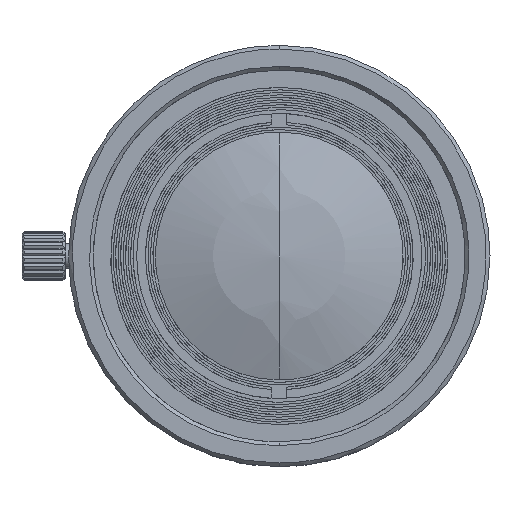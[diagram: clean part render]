
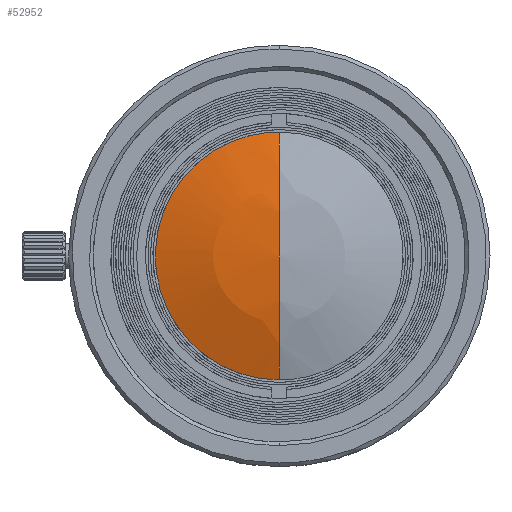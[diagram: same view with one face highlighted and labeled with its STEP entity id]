
A CAD part, front view. The second image highlights one B-rep face of the part: STEP entity #52952.
In plain terms, the highlighted spherical face has radius 30.403 mm.
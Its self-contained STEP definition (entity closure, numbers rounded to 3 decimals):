
#881 = CARTESIAN_POINT ( 'NONE',  ( 0., -3.335, -1.787 ) ) ;
#2630 = ORIENTED_EDGE ( 'NONE', *, *, #33297, .F. ) ;
#4721 = CARTESIAN_POINT ( 'NONE',  ( 0., -3.335, 0. ) ) ;
#7202 = DIRECTION ( 'NONE',  ( 0., 0., 1. ) ) ;
#7734 = CARTESIAN_POINT ( 'NONE',  ( 0., 27.068, 0. ) ) ;
#8742 = CARTESIAN_POINT ( 'NONE',  ( 0., -3.335, 1.787 ) ) ;
#10265 = CARTESIAN_POINT ( 'NONE',  ( 0., -1.465, 10.5 ) ) ;
#10543 = CARTESIAN_POINT ( 'NONE',  ( -10.227, -1.465, -2.748 ) ) ;
#10815 = CARTESIAN_POINT ( 'NONE',  ( -8.397, -1.465, 6.453 ) ) ;
#12138 = CARTESIAN_POINT ( 'NONE',  ( 0., -1.465, -10.5 ) ) ;
#13496 = ORIENTED_EDGE ( 'NONE', *, *, #34381, .F. ) ;
#13821 = CARTESIAN_POINT ( 'NONE',  ( -5.288, -1.465, -9.175 ) ) ;
#14364 = CARTESIAN_POINT ( 'NONE',  ( -2.748, -1.465, -10.227 ) ) ;
#17755 = CARTESIAN_POINT ( 'NONE',  ( 0., -2.551, -7.092 ) ) ;
#17920 = CARTESIAN_POINT ( 'NONE',  ( -8.397, -1.465, -6.453 ) ) ;
#17955 = EDGE_LOOP ( 'NONE', ( #2630, #13496, #38330 ) ) ;
#18729 = CARTESIAN_POINT ( 'NONE',  ( -9.175, -1.465, -5.288 ) ) ;
#20488 = CARTESIAN_POINT ( 'NONE',  ( 0., -2.551, 7.092 ) ) ;
#21279 = CARTESIAN_POINT ( 'NONE',  ( 0., -2.082, 8.823 ) ) ;
#22797 = CARTESIAN_POINT ( 'NONE',  ( -1.374, -1.465, -10.5 ) ) ;
#23803 = DIRECTION ( 'NONE',  ( 0., -1., 0. ) ) ;
#24812 = CARTESIAN_POINT ( 'NONE',  ( 0., -3.335, 0. ) ) ;
#25160 = CARTESIAN_POINT ( 'NONE',  ( 0., -3.335, 0. ) ) ;
#25190 = AXIS2_PLACEMENT_3D ( 'NONE', #7734, #23803, #7202 ) ;
#25625 = CARTESIAN_POINT ( 'NONE',  ( 0., -1.465, -10.5 ) ) ;
#28612 = B_SPLINE_CURVE_WITH_KNOTS ( 'NONE', 3,
 ( #31223, #22797, #14364, #13821, #51334, #17920, #18729, #10543, #34484, #47492, #31499, #48040, #10815, #38835, #47228, #51060, #43431, #10265 ),
 .UNSPECIFIED., .F., .F.,
 ( 4, 2, 2, 2, 2, 2, 2, 2, 4 ),
 ( 0., 0.125, 0.25, 0.375, 0.5, 0.625, 0.75, 0.875, 1. ),
 .UNSPECIFIED. ) ;
#29418 = CARTESIAN_POINT ( 'NONE',  ( 0., -1.465, 10.5 ) ) ;
#31223 = CARTESIAN_POINT ( 'NONE',  ( 0., -1.465, -10.5 ) ) ;
#31499 = CARTESIAN_POINT ( 'NONE',  ( -10.227, -1.465, 2.748 ) ) ;
#33297 = EDGE_CURVE ( 'NONE', #53370, #35597, #37862, .T. ) ;
#34055 = CARTESIAN_POINT ( 'NONE',  ( 0., -3.178, -3.574 ) ) ;
#34381 = EDGE_CURVE ( 'NONE', #35491, #53370, #28612, .T. ) ;
#34484 = CARTESIAN_POINT ( 'NONE',  ( -10.5, -1.465, -1.374 ) ) ;
#34737 = CARTESIAN_POINT ( 'NONE',  ( 0., -1.465, 10.5 ) ) ;
#35491 = VERTEX_POINT ( 'NONE', #12138 ) ;
#35597 = VERTEX_POINT ( 'NONE', #25160 ) ;
#37123 = SPHERICAL_SURFACE ( 'NONE', #25190, 30.403 ) ;
#37862 = B_SPLINE_CURVE_WITH_KNOTS ( 'NONE', 3,
 ( #29418, #21279, #20488, #45987, #8742, #24812 ),
 .UNSPECIFIED., .F., .F.,
 ( 4, 2, 4 ),
 ( 0., 0.5, 1. ),
 .UNSPECIFIED. ) ;
#38330 = ORIENTED_EDGE ( 'NONE', *, *, #41098, .F. ) ;
#38835 = CARTESIAN_POINT ( 'NONE',  ( -6.453, -1.465, 8.397 ) ) ;
#41098 = EDGE_CURVE ( 'NONE', #35597, #35491, #42910, .T. ) ;
#42910 = B_SPLINE_CURVE_WITH_KNOTS ( 'NONE', 3,
 ( #4721, #881, #34055, #17755, #51154, #25625 ),
 .UNSPECIFIED., .F., .F.,
 ( 4, 2, 4 ),
 ( 0., 0.5, 1. ),
 .UNSPECIFIED. ) ;
#43431 = CARTESIAN_POINT ( 'NONE',  ( -1.374, -1.465, 10.5 ) ) ;
#45987 = CARTESIAN_POINT ( 'NONE',  ( 0., -3.178, 3.574 ) ) ;
#47228 = CARTESIAN_POINT ( 'NONE',  ( -5.288, -1.465, 9.175 ) ) ;
#47492 = CARTESIAN_POINT ( 'NONE',  ( -10.5, -1.465, 1.374 ) ) ;
#48040 = CARTESIAN_POINT ( 'NONE',  ( -9.175, -1.465, 5.288 ) ) ;
#51060 = CARTESIAN_POINT ( 'NONE',  ( -2.748, -1.465, 10.227 ) ) ;
#51154 = CARTESIAN_POINT ( 'NONE',  ( 0., -2.082, -8.823 ) ) ;
#51245 = FACE_OUTER_BOUND ( 'NONE', #17955, .T. ) ;
#51334 = CARTESIAN_POINT ( 'NONE',  ( -6.453, -1.465, -8.397 ) ) ;
#52952 = ADVANCED_FACE ( 'NONE', ( #51245 ), #37123, .T. ) ;
#53370 = VERTEX_POINT ( 'NONE', #34737 ) ;
